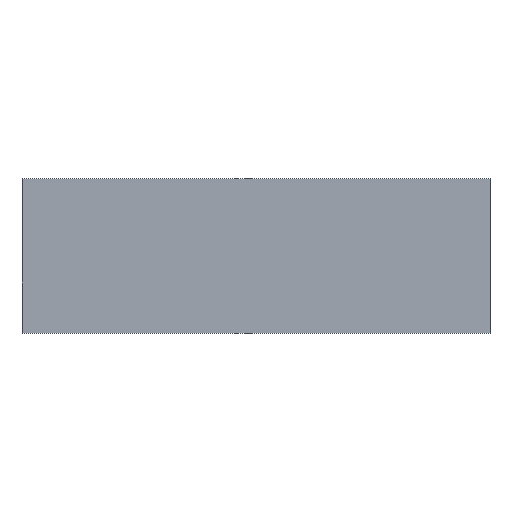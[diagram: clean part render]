
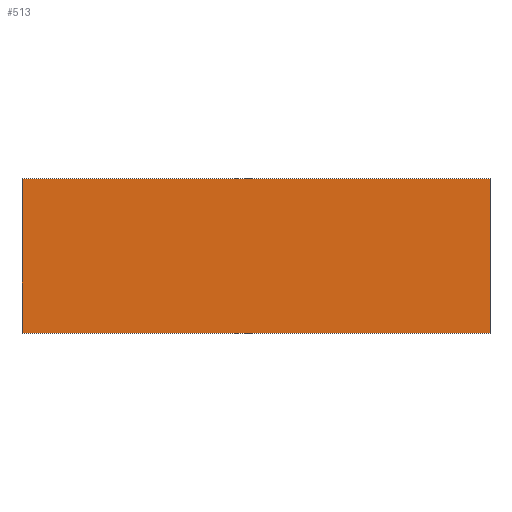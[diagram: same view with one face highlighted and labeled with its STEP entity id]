
A CAD part, top view. The second image highlights one B-rep face of the part: STEP entity #513.
In plain terms, the highlighted planar face has unit normal (0, 0, 1).
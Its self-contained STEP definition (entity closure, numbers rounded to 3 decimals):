
#53=FACE_OUTER_BOUND('',#83,.T.);
#83=EDGE_LOOP('',(#402,#403,#404,#405));
#129=LINE('',#772,#189);
#130=LINE('',#776,#190);
#134=LINE('',#783,#194);
#137=LINE('',#788,#197);
#189=VECTOR('',#639,304.8);
#190=VECTOR('',#642,304.8);
#194=VECTOR('',#648,304.8);
#197=VECTOR('',#655,304.8);
#234=VERTEX_POINT('',#765);
#237=VERTEX_POINT('',#770);
#238=VERTEX_POINT('',#774);
#239=VERTEX_POINT('',#775);
#289=EDGE_CURVE('',#237,#234,#129,.T.);
#290=EDGE_CURVE('',#238,#239,#130,.T.);
#294=EDGE_CURVE('',#234,#238,#134,.T.);
#297=EDGE_CURVE('',#239,#237,#137,.T.);
#402=ORIENTED_EDGE('',*,*,#289,.F.);
#403=ORIENTED_EDGE('',*,*,#297,.F.);
#404=ORIENTED_EDGE('',*,*,#290,.F.);
#405=ORIENTED_EDGE('',*,*,#294,.F.);
#453=PLANE('',#550);
#513=ADVANCED_FACE('',(#53),#453,.T.);
#550=AXIS2_PLACEMENT_3D('',#789,#656,#657);
#639=DIRECTION('',(0.,-1.,0.));
#642=DIRECTION('',(0.,1.,0.));
#648=DIRECTION('',(-1.,0.,0.));
#655=DIRECTION('',(1.,0.,0.));
#656=DIRECTION('center_axis',(0.,0.,1.));
#657=DIRECTION('ref_axis',(-1.,0.,0.));
#765=CARTESIAN_POINT('',(500.,-165.,185.));
#770=CARTESIAN_POINT('',(500.,165.,185.));
#772=CARTESIAN_POINT('',(500.,165.,185.));
#774=CARTESIAN_POINT('',(-500.,-165.,185.));
#775=CARTESIAN_POINT('',(-500.,165.,185.));
#776=CARTESIAN_POINT('',(-500.,-165.,185.));
#783=CARTESIAN_POINT('',(500.,-165.,185.));
#788=CARTESIAN_POINT('',(500.,165.,185.));
#789=CARTESIAN_POINT('Origin',(500.,165.,185.));
